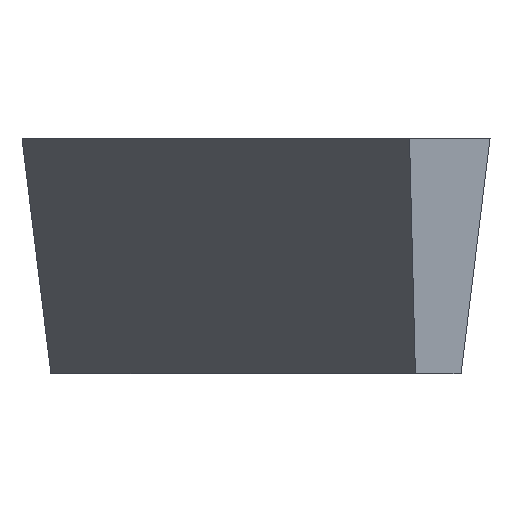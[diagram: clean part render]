
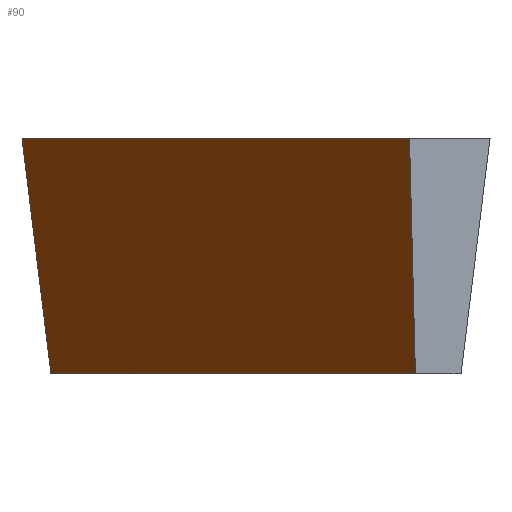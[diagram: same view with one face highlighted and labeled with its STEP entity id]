
A CAD part, front view. The second image highlights one B-rep face of the part: STEP entity #90.
In plain terms, the highlighted planar face has unit normal (-0.813, -0.569, -0.122).
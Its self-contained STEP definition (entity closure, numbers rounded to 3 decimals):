
#42=PLANE('',#496);
#56=LINE('',#745,#74);
#58=LINE('',#749,#76);
#59=LINE('',#751,#77);
#60=LINE('',#753,#78);
#74=VECTOR('',#520,1.);
#76=VECTOR('',#524,1.);
#77=VECTOR('',#525,1.);
#78=VECTOR('',#526,1.);
#90=ADVANCED_FACE('',(#138),#42,.F.);
#138=FACE_OUTER_BOUND('',#164,.T.);
#164=EDGE_LOOP('',(#215,#216,#217,#218));
#215=ORIENTED_EDGE('',*,*,#376,.F.);
#216=ORIENTED_EDGE('',*,*,#377,.F.);
#217=ORIENTED_EDGE('',*,*,#378,.T.);
#218=ORIENTED_EDGE('',*,*,#374,.T.);
#331=VERTEX_POINT('',#744);
#332=VERTEX_POINT('',#746);
#333=VERTEX_POINT('',#750);
#334=VERTEX_POINT('',#752);
#374=EDGE_CURVE('',#332,#331,#56,.T.);
#376=EDGE_CURVE('',#333,#331,#58,.T.);
#377=EDGE_CURVE('',#334,#333,#59,.T.);
#378=EDGE_CURVE('',#334,#332,#60,.T.);
#496=AXIS2_PLACEMENT_3D('',#754,#527,#528);
#520=DIRECTION('',(0.122,0.038,-0.992));
#524=DIRECTION('',(-0.574,0.819,0.));
#525=DIRECTION('',(0.025,0.175,-0.984));
#526=DIRECTION('',(-0.574,0.819,0.));
#527=DIRECTION('',(0.813,0.569,0.122));
#528=DIRECTION('',(-0.574,0.819,0.));
#744=CARTESIAN_POINT('',(-2.772,-0.874,-3.335));
#745=CARTESIAN_POINT('',(-3.132,-0.988,-0.403));
#746=CARTESIAN_POINT('',(-3.163,-0.997,-0.155));
#749=CARTESIAN_POINT('',(2.39,-8.246,-3.335));
#750=CARTESIAN_POINT('',(2.154,-7.91,-3.335));
#751=CARTESIAN_POINT('',(2.077,-8.463,-0.236));
#752=CARTESIAN_POINT('',(2.075,-8.477,-0.155));
#753=CARTESIAN_POINT('',(2.07,-8.47,-0.155));
#754=CARTESIAN_POINT('',(2.06,-8.477,-0.055));
